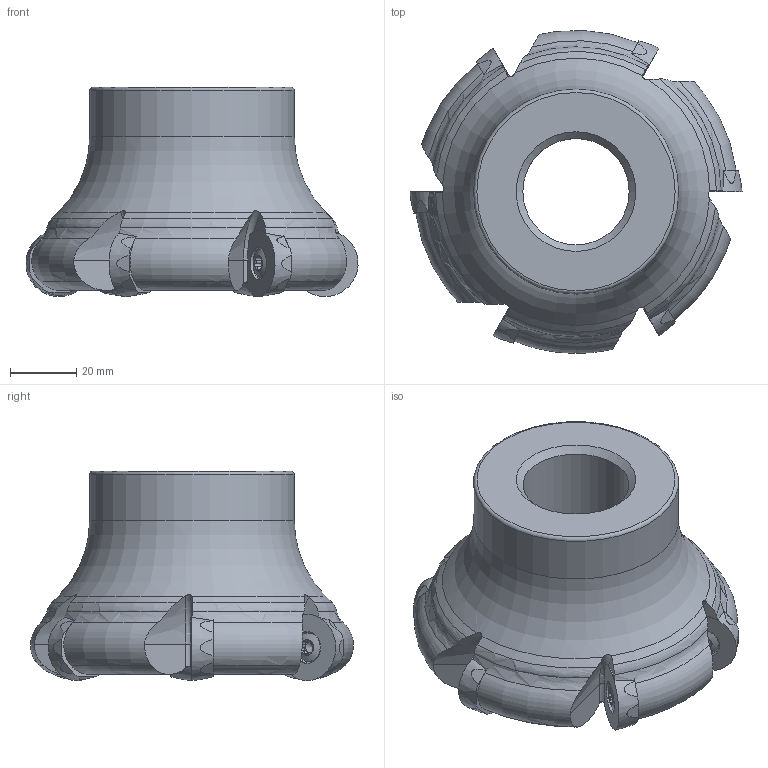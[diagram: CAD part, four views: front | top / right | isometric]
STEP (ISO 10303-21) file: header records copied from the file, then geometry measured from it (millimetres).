
FILE_DESCRIPTION(/* description */ (''),/* implementation_level */ '2;1');
FILE_NAME(/* name */ '1543374727409.stp',/* time_stamp */ '2018-11-28T08:42:20+05:00',/* author */ (''),/* organization */ ('SMS'),/* preprocessor_version */ 'ST-DEVELOPER v15',/* originating_system */ 'SIEMENS PLM Software NX 8.5',/* authorisation */ '');
FILE_SCHEMA (('AUTOMOTIVE_DESIGN { 1 0 10303 214 3 1 1 1 }'));
Length unit declared in the file: millimetre
Products named in the file (4): 201857738mod000_00; ASSEMBLY_CONSTRUCTION; 201917184mod000_00; 201917183mod000_00
Assembly tree (8 placements, depth 2):
  201917183mod000_00
    201917184mod000_00
    ASSEMBLY_CONSTRUCTION
    201857738mod000_00  x6
Bounding box: 99.95 x 97.25 x 62.99 mm (x, y, z)
Volume: 183195.8 mm3; surface area: 39170.2 mm2
Topology: 7 solids, 7 shells, 461 faces, 1209 edges, 793 vertices
Faces by surface type: plane 207, cone 85, extrusion 72, torus 58, cylinder 33, sphere 6
Full cylindrical faces by diameter (mm): 5.35 x6, 6.5 x6, 8.45 x6, 32.013 x1, 45 x1, 61.7 x1
Entity records: 15840 total; most frequent: CARTESIAN_POINT 6328, ORIENTED_EDGE 1932, DIRECTION 1880, EDGE_CURVE 966, AXIS2_PLACEMENT_3D 777, VERTEX_POINT 646, EDGE_LOOP 456, ADVANCED_FACE 391
